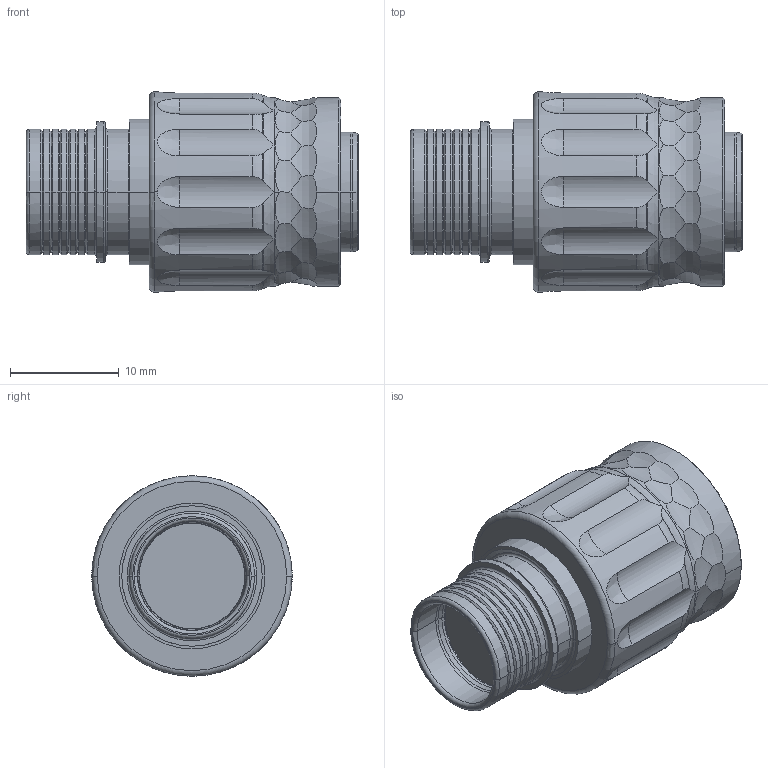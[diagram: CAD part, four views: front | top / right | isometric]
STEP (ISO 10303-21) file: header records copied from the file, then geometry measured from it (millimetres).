
FILE_DESCRIPTION((''),'2;1');
FILE_NAME('00186458-A','2021-03-23T12:25:06',('FHeitzinger'),(''),'CREO PARAMETRIC BY PTC INC, 2018300','CREO PARAMETRIC BY PTC INC, 2018300','');
FILE_SCHEMA(('AP242_MANAGED_MODEL_BASED_3D_ENGINEERING_MIM_LF { 1 0 10303 442 1 1 4 }'));
Length unit declared in the file: millimetre
Products named in the file (1): 00186458-A
Bounding box: 30.5 x 18.4 x 18.4 mm (x, y, z)
Volume: 4140.5 mm3; surface area: 3447.4 mm2
Topology: 1 solids, 1 shells, 408 faces, 1278 edges, 894 vertices
Faces by surface type: torus 130, cylinder 111, bspline 59, cone 59, plane 49
Entity records: 22274 total; most frequent: CARTESIAN_POINT 8485, ORIENTED_EDGE 2556, DIRECTION 2028, EDGE_CURVE 1278, AXIS2_PLACEMENT_3D 913, VERTEX_POINT 894, CIRCLE 564, B_SPLINE_CURVE_WITH_KNOTS 512
